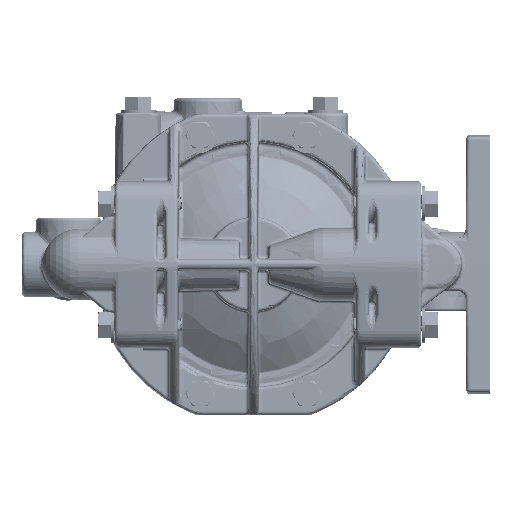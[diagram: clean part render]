
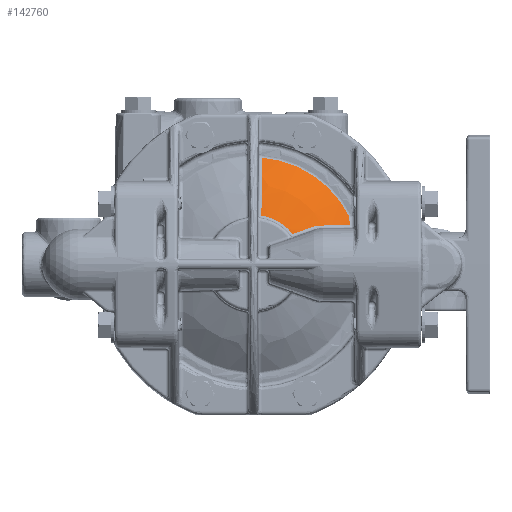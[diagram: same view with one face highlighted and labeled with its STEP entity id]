
A CAD part, left-side view. The second image highlights one B-rep face of the part: STEP entity #142760.
In plain terms, the highlighted spherical face has radius 63.271 mm.
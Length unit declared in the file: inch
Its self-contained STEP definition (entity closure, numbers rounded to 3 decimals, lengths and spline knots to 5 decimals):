
#129451=CARTESIAN_POINT('',(-0.04198,-1.37285,0.));
#129452=DIRECTION('',(-0.017,1.,0.));
#129453=DIRECTION('',(-0.961,-0.017,0.277));
#129454=AXIS2_PLACEMENT_3D('',#129451,#129452,#129453);
#129456=CARTESIAN_POINT('',(-0.07664,0.,
0.60963));
#129457=DIRECTION('',(0.017,0.,-1.));
#129458=DIRECTION('',(-0.812,-0.583,
-0.014));
#129459=AXIS2_PLACEMENT_3D('',#129456,#129457,#129458);
#129461=CARTESIAN_POINT('',(-2.27215,-1.00579,
0.57131));
#129462=CARTESIAN_POINT('',(-2.27731,-0.99452,
0.57122));
#129463=CARTESIAN_POINT('',(-2.28719,-0.97293,
0.57025));
#129464=CARTESIAN_POINT('',(-2.30068,-0.94343,
0.56703));
#129465=CARTESIAN_POINT('',(-2.31292,-0.91668,
0.56249));
#129466=CARTESIAN_POINT('',(-2.32397,-0.8925,
0.55705));
#129467=CARTESIAN_POINT('',(-2.33399,-0.87059,
0.55097));
#129468=CARTESIAN_POINT('',(-2.34021,-0.85699,
0.54652));
#129469=CARTESIAN_POINT('',(-2.34319,-0.85046,
0.54423));
#129471=CARTESIAN_POINT('',(-0.07079,0.09014,
0.25946));
#129472=DIRECTION('',(0.017,-0.328,-0.944));
#129473=DIRECTION('',(-0.918,-0.38,0.115));
#129474=AXIS2_PLACEMENT_3D('',#129471,#129472,#129473);
#129476=CARTESIAN_POINT('',(-2.44834,0.,0.));
#129477=DIRECTION('',(-1.,0.,0.));
#129478=DIRECTION('',(0.,-0.79,0.614));
#129479=AXIS2_PLACEMENT_3D('',#129476,#129477,#129478);
#129481=CARTESIAN_POINT('',(-0.06876,-0.15822,0.));
#129482=DIRECTION('',(0.017,1.,0.));
#129483=DIRECTION('',(-0.957,0.017,0.289));
#129484=AXIS2_PLACEMENT_3D('',#129481,#129482,#129483);
#129486=CARTESIAN_POINT('',(-1.9996,0.,0.));
#129487=DIRECTION('',(1.,0.,0.));
#129488=DIRECTION('',(0.,-0.079,0.997));
#129489=AXIS2_PLACEMENT_3D('',#129486,#129487,#129488);
#141264=VERTEX_POINT('',#129461);
#141265=VERTEX_POINT('',#129469);
#141269=CARTESIAN_POINT('',(-2.44834,-0.11678,
0.71826));
#141271=VERTEX_POINT('',#141269);
#141303=CARTESIAN_POINT('',(-2.44834,-0.57463,
0.44646));
#141304=VERTEX_POINT('',#141303);
#141378=CARTESIAN_POINT('',(-1.9996,-0.12459,
1.56549));
#141379=VERTEX_POINT('',#141378);
#141420=CARTESIAN_POINT('',(-2.03886,-1.40778,
0.57538));
#141421=CARTESIAN_POINT('',(-1.9996,-1.4071,
0.6974));
#141422=VERTEX_POINT('',#141420);
#141423=VERTEX_POINT('',#141421);
#142739=CARTESIAN_POINT('',(-0.066,0.,0.));
#142740=DIRECTION('',(-1.,0.,0.));
#142741=DIRECTION('',(0.,-1.,0.));
#142742=AXIS2_PLACEMENT_3D('',#142739,#142740,#142741);
#142743=SPHERICAL_SURFACE('',#142742,2.491);
#142745=ORIENTED_EDGE('',*,*,#142744,.F.);
#142747=ORIENTED_EDGE('',*,*,#142746,.T.);
#142749=ORIENTED_EDGE('',*,*,#142748,.T.);
#142751=ORIENTED_EDGE('',*,*,#142750,.T.);
#142753=ORIENTED_EDGE('',*,*,#142752,.T.);
#142755=ORIENTED_EDGE('',*,*,#142754,.T.);
#142757=ORIENTED_EDGE('',*,*,#142756,.T.);
#142758=EDGE_LOOP('',(#142745,#142747,#142749,#142751,#142753,#142755,#142757));
#142759=FACE_OUTER_BOUND('',#142758,.F.);
#142760=ADVANCED_FACE('',(#142759),#142743,.T.);
#129455=CIRCLE('',#129454,2.07841);
#129460=CIRCLE('',#129459,2.41523);
#129470=B_SPLINE_CURVE_WITH_KNOTS('',3,(#129461,#129462,#129463,#129464,#129465,
#129466,#129467,#129468,#129469),.UNSPECIFIED.,.F.,.F.,(4,1,1,1,1,1,4),(0.,
0.16667,0.33333,0.5,0.66667,0.83333,
1.),.UNSPECIFIED.);
#129475=CIRCLE('',#129474,2.47581);
#129480=CIRCLE('',#129479,0.72769);
#129485=CIRCLE('',#129484,2.48597);
#129490=CIRCLE('',#129489,1.57044);
#142744=EDGE_CURVE('',#141422,#141423,#129455,.T.);
#142746=EDGE_CURVE('',#141422,#141264,#129460,.T.);
#142748=EDGE_CURVE('',#141264,#141265,#129470,.T.);
#142750=EDGE_CURVE('',#141265,#141304,#129475,.T.);
#142752=EDGE_CURVE('',#141304,#141271,#129480,.T.);
#142754=EDGE_CURVE('',#141271,#141379,#129485,.T.);
#142756=EDGE_CURVE('',#141379,#141423,#129490,.T.);
